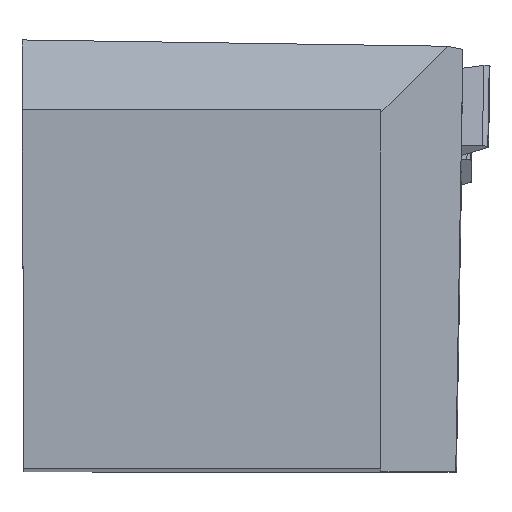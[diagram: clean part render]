
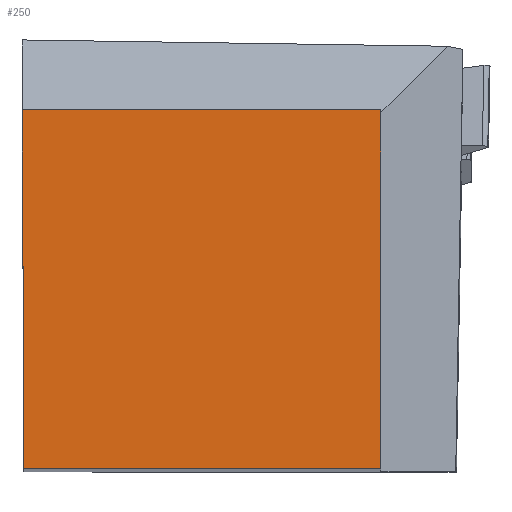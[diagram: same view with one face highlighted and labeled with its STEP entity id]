
A CAD part, top view. The second image highlights one B-rep face of the part: STEP entity #250.
In plain terms, the highlighted planar face has unit normal (0, 0, 1).
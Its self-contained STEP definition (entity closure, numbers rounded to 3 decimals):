
#250=ADVANCED_FACE('BLANK_BOXF006',(#372),#300,.F.);
#300=PLANE('',#1768);
#372=FACE_OUTER_BOUND('',#454,.T.);
#454=EDGE_LOOP('',(#874,#875,#876,#877));
#874=ORIENTED_EDGE('',*,*,#1274,.T.);
#875=ORIENTED_EDGE('',*,*,#1275,.T.);
#876=ORIENTED_EDGE('',*,*,#1276,.T.);
#877=ORIENTED_EDGE('',*,*,#1258,.T.);
#1051=VERTEX_POINT('',#3645);
#1052=VERTEX_POINT('',#3647);
#1063=VERTEX_POINT('',#3678);
#1064=VERTEX_POINT('',#3680);
#1258=EDGE_CURVE('',#1052,#1051,#1407,.T.);
#1274=EDGE_CURVE('',#1051,#1063,#1423,.T.);
#1275=EDGE_CURVE('',#1063,#1064,#1424,.T.);
#1276=EDGE_CURVE('',#1064,#1052,#1425,.T.);
#1407=LINE('',#3646,#1556);
#1423=LINE('',#3677,#1572);
#1424=LINE('',#3679,#1573);
#1425=LINE('',#3681,#1574);
#1556=VECTOR('',#2136,1.);
#1572=VECTOR('',#2160,1.);
#1573=VECTOR('',#2161,1.);
#1574=VECTOR('',#2162,1.);
#1768=AXIS2_PLACEMENT_3D('',#3682,#2163,#2164);
#2136=DIRECTION('',(1.,0.,0.));
#2160=DIRECTION('',(0.,1.,0.));
#2161=DIRECTION('',(-1.,0.,0.));
#2162=DIRECTION('',(0.004,-1.,0.));
#2163=DIRECTION('',(0.,0.,-1.));
#2164=DIRECTION('',(0.,-1.,0.));
#3645=CARTESIAN_POINT('',(25.273,0.,0.));
#3646=CARTESIAN_POINT('',(-152.4,0.,0.));
#3647=CARTESIAN_POINT('',(0.11,0.,0.));
#3677=CARTESIAN_POINT('',(25.273,-152.4,0.));
#3678=CARTESIAN_POINT('',(25.273,25.273,0.));
#3679=CARTESIAN_POINT('',(152.4,25.273,0.));
#3680=CARTESIAN_POINT('',(0.,25.273,0.));
#3681=CARTESIAN_POINT('',(-0.555,152.399,0.));
#3682=CARTESIAN_POINT('',(57.023,-5.,0.));
